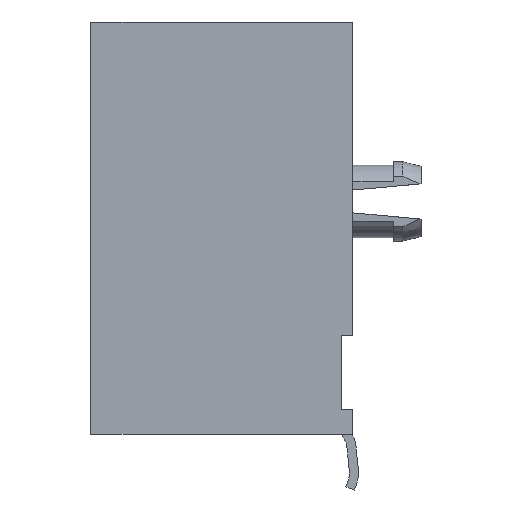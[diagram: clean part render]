
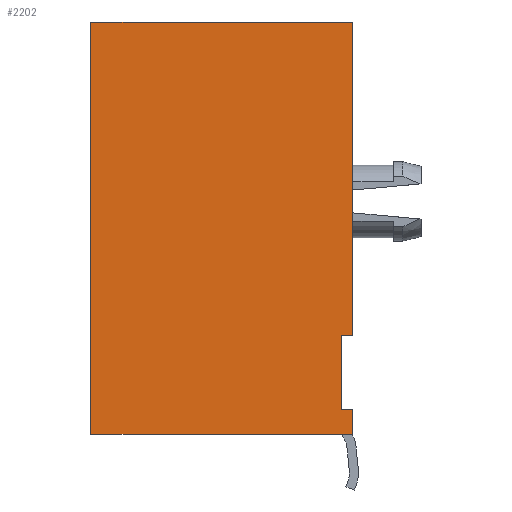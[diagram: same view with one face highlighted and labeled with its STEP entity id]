
A CAD part, left-side view. The second image highlights one B-rep face of the part: STEP entity #2202.
In plain terms, the highlighted planar face has unit normal (-1, 0, 0).
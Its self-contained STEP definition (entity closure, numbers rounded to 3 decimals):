
#94=VERTEX_POINT('',#95);
#95=CARTESIAN_POINT('',(-6.605,5.75,0.0));
#101=EDGE_CURVE('',#94,#102,#104,.T.);
#102=VERTEX_POINT('',#103);
#103=CARTESIAN_POINT('',(-6.605,-5.75,0.0));
#104=LINE('',#105,#106);
#105=CARTESIAN_POINT('',(-6.605,5.75,0.0));
#106=VECTOR('',#107,1.0);
#107=DIRECTION('',(0.0,-1.0,0.0));
#1797=VERTEX_POINT('',#1798);
#1798=CARTESIAN_POINT('',(-6.605,5.75,-18.1));
#1804=EDGE_CURVE('',#1797,#94,#1805,.F.);
#1805=LINE('',#1806,#1807);
#1806=CARTESIAN_POINT('',(-6.605,5.75,0.0));
#1807=VECTOR('',#1808,1.0);
#1808=DIRECTION('',(0.0,0.0,-1.0));
#2202=ADVANCED_FACE('',(#2203),#2253,.T.);
#2203=FACE_BOUND('',#2204,.T.);
#2204=EDGE_LOOP('',(#2205,#2213,#2214,#2215,#2223,#2231,#2239,#2247));
#2205=ORIENTED_EDGE('',*,*,#2206,.T.);
#2206=EDGE_CURVE('',#2207,#102,#2209,.T.);
#2207=VERTEX_POINT('',#2208);
#2208=CARTESIAN_POINT('',(-6.605,-5.75,-13.75));
#2209=LINE('',#2210,#2211);
#2210=CARTESIAN_POINT('',(-6.605,-5.75,-13.75));
#2211=VECTOR('',#2212,1.0);
#2212=DIRECTION('',(0.0,0.0,1.0));
#2213=ORIENTED_EDGE('',*,*,#101,.F.);
#2214=ORIENTED_EDGE('',*,*,#1804,.F.);
#2215=ORIENTED_EDGE('',*,*,#2216,.T.);
#2216=EDGE_CURVE('',#1797,#2217,#2219,.T.);
#2217=VERTEX_POINT('',#2218);
#2218=CARTESIAN_POINT('',(-6.605,-5.75,-18.1));
#2219=LINE('',#2220,#2221);
#2220=CARTESIAN_POINT('',(-6.605,5.75,-18.1));
#2221=VECTOR('',#2222,1.0);
#2222=DIRECTION('',(0.0,-1.0,0.0));
#2223=ORIENTED_EDGE('',*,*,#2224,.T.);
#2224=EDGE_CURVE('',#2217,#2225,#2227,.T.);
#2225=VERTEX_POINT('',#2226);
#2226=CARTESIAN_POINT('',(-6.605,-5.75,-17.0));
#2227=LINE('',#2228,#2229);
#2228=CARTESIAN_POINT('',(-6.605,-5.75,-18.1));
#2229=VECTOR('',#2230,1.0);
#2230=DIRECTION('',(0.0,0.0,1.0));
#2231=ORIENTED_EDGE('',*,*,#2232,.T.);
#2232=EDGE_CURVE('',#2225,#2233,#2235,.T.);
#2233=VERTEX_POINT('',#2234);
#2234=CARTESIAN_POINT('',(-6.605,-5.25,-17.0));
#2235=LINE('',#2236,#2237);
#2236=CARTESIAN_POINT('',(-6.605,-5.75,-17.0));
#2237=VECTOR('',#2238,1.0);
#2238=DIRECTION('',(0.0,1.0,0.0));
#2239=ORIENTED_EDGE('',*,*,#2240,.T.);
#2240=EDGE_CURVE('',#2233,#2241,#2243,.T.);
#2241=VERTEX_POINT('',#2242);
#2242=CARTESIAN_POINT('',(-6.605,-5.25,-13.75));
#2243=LINE('',#2244,#2245);
#2244=CARTESIAN_POINT('',(-6.605,-5.25,-17.0));
#2245=VECTOR('',#2246,1.0);
#2246=DIRECTION('',(0.0,0.0,1.0));
#2247=ORIENTED_EDGE('',*,*,#2248,.T.);
#2248=EDGE_CURVE('',#2241,#2207,#2249,.F.);
#2249=LINE('',#2250,#2251);
#2250=CARTESIAN_POINT('',(-6.605,-5.75,-13.75));
#2251=VECTOR('',#2252,1.0);
#2252=DIRECTION('',(0.0,1.0,0.0));
#2253=PLANE('',#2254);
#2254=AXIS2_PLACEMENT_3D('',#2255,#2256,#2257);
#2255=CARTESIAN_POINT('',(-6.605,5.75,0.0));
#2256=DIRECTION('',(-1.0,0.0,0.0));
#2257=DIRECTION('',(0.0,-1.0,0.0));
